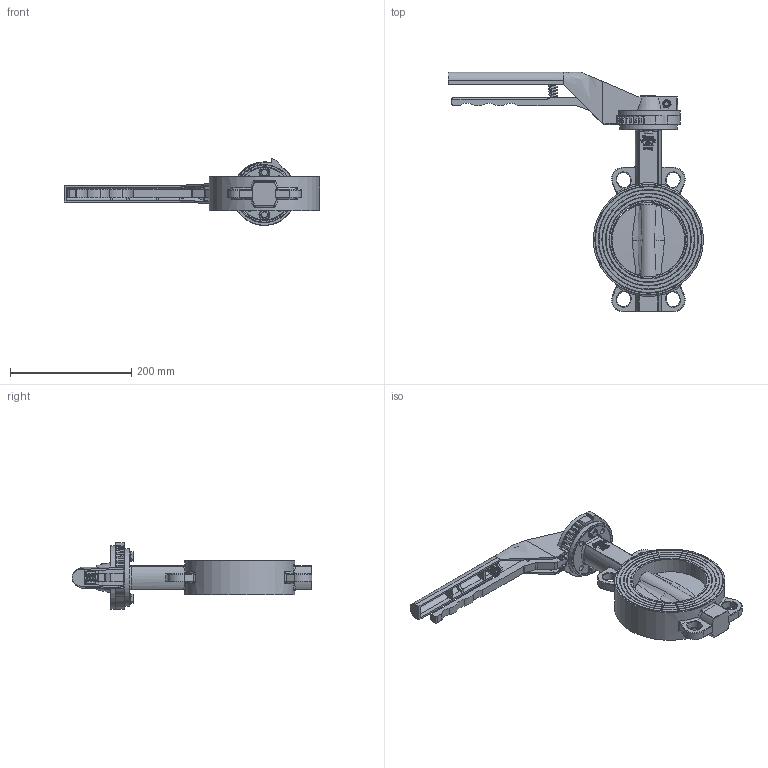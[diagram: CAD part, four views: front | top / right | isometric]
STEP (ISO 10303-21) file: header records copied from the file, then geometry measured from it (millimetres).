
FILE_DESCRIPTION(/* description */ ('1111125'),/* implementation_level */ '2;1');
FILE_NAME(/* name */ '1111125.stp',/* time_stamp */ '2019-05-03T11:26:44+02:00',/* author */ ('jmorand'),/* organization */ ('Sferaco'),/* preprocessor_version */ 'ST-DEVELOPER v17.2',/* originating_system */ 'Autodesk Inventor 2019',/* authorisation */ '');
FILE_SCHEMA (('AUTOMOTIVE_DESIGN { 1 0 10303 214 3 1 1 }'));
Products named in the file (1): VWM125_Shrinkwrap_1
Bounding box: 421 x 395.78 x 110.47 mm (x, y, z)
Volume: 1558090.6 mm3; surface area: 345058.9 mm2
Topology: 17 solids, 17 shells, 2315 faces, 5886 edges, 3653 vertices
Faces by surface type: plane 940, cylinder 622, torus 306, bspline 304, sphere 78, cone 65
Full cylindrical faces by diameter (mm): 5 x1, 5.7 x2, 6 x2, 7 x4, 8 x6, 8.5 x2, 9 x10, 12 x1, 13 x2, 13.8 x1, 14.8 x1, 15.5 x1, 17.3 x1, 17.75 x1, 18 x6, 19 x4, 19.1 x1, 19.2 x2, 22 x5, 25 x1, 26.5 x2, 34 x1, 55 x1, 56 x1, 86.3 x1, 88 x1, 95 x1, 123.1 x1, 182 x1
Entity records: 102995 total; most frequent: CARTESIAN_POINT 46353, ORIENTED_EDGE 11698, DIRECTION 10944, EDGE_CURVE 5849, AXIS2_PLACEMENT_3D 4045, VERTEX_POINT 3653, LINE 2854, VECTOR 2854
